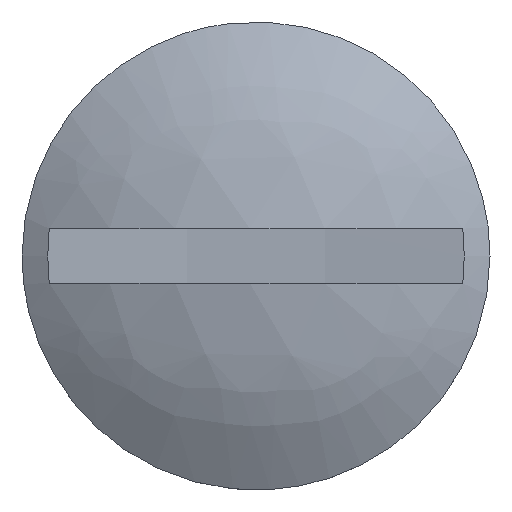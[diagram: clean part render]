
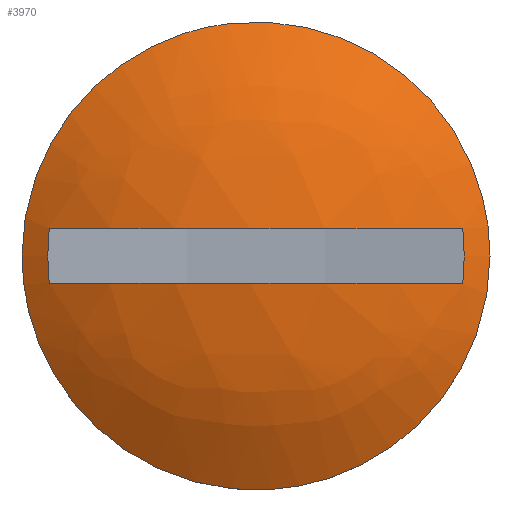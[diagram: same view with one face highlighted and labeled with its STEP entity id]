
A CAD part, top view. The second image highlights one B-rep face of the part: STEP entity #3970.
In plain terms, the highlighted free-form (B-spline) face has degree [2, 2] with [4, 4] control points.
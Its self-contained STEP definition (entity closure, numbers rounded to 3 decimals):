
#765=CARTESIAN_POINT('',(-0.708,5.958,0.5));
#766=VERTEX_POINT('',#765);
#772=CARTESIAN_POINT('',(6.0,0.0,0.5));
#773=VERTEX_POINT('',#772);
#774=CARTESIAN_POINT('',(-0.708,5.958,0.5));
#775=CARTESIAN_POINT('',(-0.355,6.0,0.5));
#776=CARTESIAN_POINT('',(0.0,6.0,0.5));
#777=CARTESIAN_POINT('',(6.0,6.0,0.5));
#778=CARTESIAN_POINT('',(6.0,0.0,0.5));
#786=(BOUNDED_CURVE()B_SPLINE_CURVE(2,(#774,#775,#776,#777,#778),.UNSPECIFIED.,.F.,.U.)B_SPLINE_CURVE_WITH_KNOTS((3,2,3),(0.23,0.25,0.5),.UNSPECIFIED.)CURVE()GEOMETRIC_REPRESENTATION_ITEM()RATIONAL_B_SPLINE_CURVE((0.956,0.976,1.0,0.707,1.0))REPRESENTATION_ITEM(''));
#787=EDGE_CURVE('',#766,#773,#786,.T.);
#789=CARTESIAN_POINT('',(0.366,-5.989,0.5));
#790=VERTEX_POINT('',#789);
#791=CARTESIAN_POINT('',(6.0,0.0,0.5));
#792=CARTESIAN_POINT('',(6.,-5.644,0.5));
#793=CARTESIAN_POINT('',(0.366,-5.989,0.5));
#801=(BOUNDED_CURVE()B_SPLINE_CURVE(2,(#791,#792,#793),.UNSPECIFIED.,.F.,.U.)B_SPLINE_CURVE_WITH_KNOTS((3,3),(0.5,0.739),.UNSPECIFIED.)CURVE()GEOMETRIC_REPRESENTATION_ITEM()RATIONAL_B_SPLINE_CURVE((1.0,0.72,0.976))REPRESENTATION_ITEM(''));
#802=EDGE_CURVE('',#773,#790,#801,.T.);
#876=CARTESIAN_POINT('',(-6.0,0.0,0.5));
#877=VERTEX_POINT('',#876);
#878=CARTESIAN_POINT('',(0.366,-5.989,0.5));
#879=CARTESIAN_POINT('',(0.183,-6.0,0.5));
#880=CARTESIAN_POINT('',(0.0,-6.0,0.5));
#881=CARTESIAN_POINT('',(-6.0,-6.0,0.5));
#882=CARTESIAN_POINT('',(-6.0,0.0,0.5));
#890=(BOUNDED_CURVE()B_SPLINE_CURVE(2,(#878,#879,#880,#881,#882),.UNSPECIFIED.,.F.,.U.)B_SPLINE_CURVE_WITH_KNOTS((3,2,3),(0.739,0.75,1.0),.UNSPECIFIED.)CURVE()GEOMETRIC_REPRESENTATION_ITEM()RATIONAL_B_SPLINE_CURVE((0.976,0.988,1.0,0.707,1.0))REPRESENTATION_ITEM(''));
#891=EDGE_CURVE('',#790,#877,#890,.T.);
#893=CARTESIAN_POINT('',(-6.0,0.0,0.5));
#894=CARTESIAN_POINT('',(-6.,5.329,0.5));
#895=CARTESIAN_POINT('',(-0.708,5.958,0.5));
#903=(BOUNDED_CURVE()B_SPLINE_CURVE(2,(#893,#894,#895),.UNSPECIFIED.,.F.,.U.)B_SPLINE_CURVE_WITH_KNOTS((3,3),(0.0,0.23),.UNSPECIFIED.)CURVE()GEOMETRIC_REPRESENTATION_ITEM()RATIONAL_B_SPLINE_CURVE((1.0,0.731,0.956))REPRESENTATION_ITEM(''));
#904=EDGE_CURVE('',#877,#766,#903,.T.);
#3811=CARTESIAN_POINT('',(-5.304,-0.7,0.872));
#3812=VERTEX_POINT('',#3811);
#3813=CARTESIAN_POINT('',(5.304,-0.7,0.872));
#3814=VERTEX_POINT('',#3813);
#3828=CARTESIAN_POINT('',(5.304,-0.7,0.872));
#3829=CARTESIAN_POINT('',(0.,-0.7,3.654));
#3830=CARTESIAN_POINT('',(-5.304,-0.7,0.872));
#3838=(BOUNDED_CURVE()B_SPLINE_CURVE(2,(#3828,#3829,#3830),.UNSPECIFIED.,.F.,.U.)CURVE()GEOMETRIC_REPRESENTATION_ITEM()QUASI_UNIFORM_CURVE()RATIONAL_B_SPLINE_CURVE((1.0,0.886,1.0))REPRESENTATION_ITEM(''));
#3839=EDGE_CURVE('',#3814,#3812,#3838,.T.);
#3849=CARTESIAN_POINT('',(5.304,0.7,0.872));
#3850=VERTEX_POINT('',#3849);
#3851=CARTESIAN_POINT('',(-5.304,0.7,0.872));
#3852=VERTEX_POINT('',#3851);
#3853=CARTESIAN_POINT('',(5.304,0.7,0.872));
#3854=CARTESIAN_POINT('',(0.,0.7,3.654));
#3855=CARTESIAN_POINT('',(-5.304,0.7,0.872));
#3863=(BOUNDED_CURVE()B_SPLINE_CURVE(2,(#3853,#3854,#3855),.UNSPECIFIED.,.F.,.U.)CURVE()GEOMETRIC_REPRESENTATION_ITEM()QUASI_UNIFORM_CURVE()RATIONAL_B_SPLINE_CURVE((1.0,0.886,1.0))REPRESENTATION_ITEM(''));
#3864=EDGE_CURVE('',#3850,#3852,#3863,.T.);
#3897=CARTESIAN_POINT('',(-5.304,-0.7,0.872));
#3898=CARTESIAN_POINT('',(-5.328,-0.467,0.875));
#3899=CARTESIAN_POINT('',(-5.352,0.,0.879));
#3900=CARTESIAN_POINT('',(-5.328,0.467,0.875));
#3901=CARTESIAN_POINT('',(-5.304,0.7,0.872));
#3902=B_SPLINE_CURVE_WITH_KNOTS('',3,(#3897,#3898,#3899,#3900,#3901),.UNSPECIFIED.,.F.,.U.,(4,1,4),(0.0,0.5,1.0),.UNSPECIFIED.);
#3903=EDGE_CURVE('',#3812,#3852,#3902,.T.);
#3906=CARTESIAN_POINT('',(5.304,0.7,0.872));
#3907=CARTESIAN_POINT('',(5.328,0.467,0.875));
#3908=CARTESIAN_POINT('',(5.352,0.,0.879));
#3909=CARTESIAN_POINT('',(5.328,-0.467,0.875));
#3910=CARTESIAN_POINT('',(5.304,-0.7,0.872));
#3911=B_SPLINE_CURVE_WITH_KNOTS('',3,(#3906,#3907,#3908,#3909,#3910),.UNSPECIFIED.,.F.,.U.,(4,1,4),(0.0,0.5,1.0),.UNSPECIFIED.);
#3912=EDGE_CURVE('',#3850,#3814,#3911,.T.);
#3934=CARTESIAN_POINT('',(-5.97,-5.97,-1.521));
#3935=CARTESIAN_POINT('',(-3.249,-6.498,0.175));
#3936=CARTESIAN_POINT('',(3.249,-6.498,0.175));
#3937=CARTESIAN_POINT('',(5.97,-5.97,-1.521));
#3938=CARTESIAN_POINT('',(-6.498,-3.249,0.175));
#3939=CARTESIAN_POINT('',(-3.565,-3.565,2.2));
#3940=CARTESIAN_POINT('',(3.565,-3.565,2.2));
#3941=CARTESIAN_POINT('',(6.498,-3.249,0.175));
#3942=CARTESIAN_POINT('',(-6.498,3.249,0.175));
#3943=CARTESIAN_POINT('',(-3.565,3.565,2.2));
#3944=CARTESIAN_POINT('',(3.565,3.565,2.2));
#3945=CARTESIAN_POINT('',(6.498,3.249,0.175));
#3946=CARTESIAN_POINT('',(-5.97,5.97,-1.521));
#3947=CARTESIAN_POINT('',(-3.249,6.498,0.175));
#3948=CARTESIAN_POINT('',(3.249,6.498,0.175));
#3949=CARTESIAN_POINT('',(5.97,5.97,-1.521));
#3957=(BOUNDED_SURFACE()B_SPLINE_SURFACE(2,2,((#3934,#3938,#3942,#3946),(#3935,#3939,#3943,#3947),(#3936,#3940,#3944,#3948),(#3937,#3941,#3945,#3949)),.UNSPECIFIED.,.F.,.F.,.U.)B_SPLINE_SURFACE_WITH_KNOTS((3,1,3),(3,1,3),(1.175,7.856,14.536),(1.175,7.856,14.536),.UNSPECIFIED.)GEOMETRIC_REPRESENTATION_ITEM()RATIONAL_B_SPLINE_SURFACE(((1.194,1.097,1.097,1.194),(1.097,1.0,1.0,1.097),(1.097,1.0,1.0,1.097),(1.194,1.097,1.097,1.194)))REPRESENTATION_ITEM('')SURFACE());
#3958=ORIENTED_EDGE('',*,*,#891,.F.);
#3959=ORIENTED_EDGE('',*,*,#802,.F.);
#3960=ORIENTED_EDGE('',*,*,#787,.F.);
#3961=ORIENTED_EDGE('',*,*,#904,.F.);
#3962=EDGE_LOOP('',(#3958,#3959,#3960,#3961));
#3963=FACE_OUTER_BOUND('',#3962,.T.);
#3964=ORIENTED_EDGE('',*,*,#3864,.F.);
#3965=ORIENTED_EDGE('',*,*,#3912,.T.);
#3966=ORIENTED_EDGE('',*,*,#3839,.T.);
#3967=ORIENTED_EDGE('',*,*,#3903,.T.);
#3968=EDGE_LOOP('',(#3964,#3965,#3966,#3967));
#3969=FACE_BOUND('',#3968,.T.);
#3970=ADVANCED_FACE('',(#3963,#3969),#3957,.T.);
